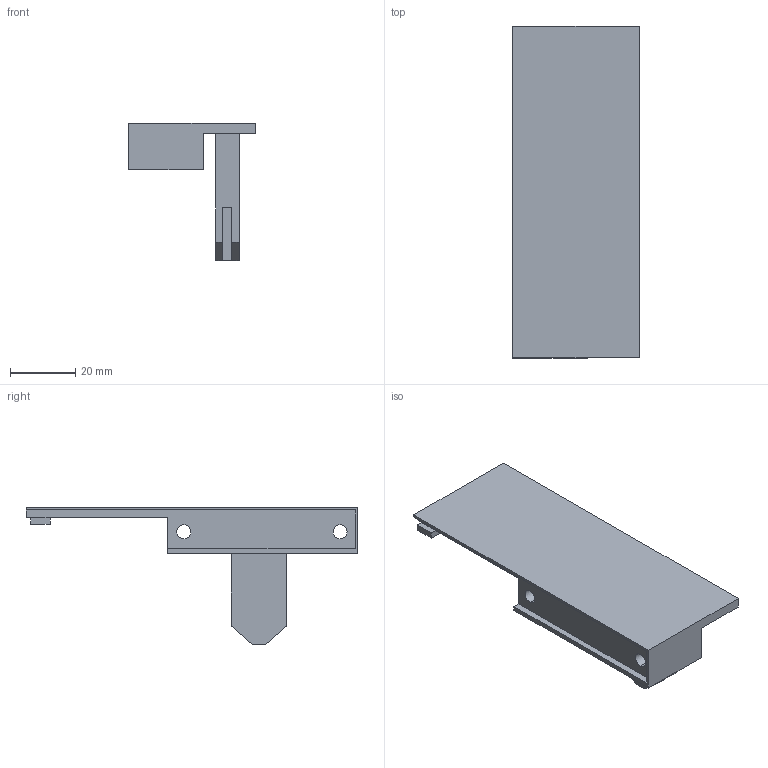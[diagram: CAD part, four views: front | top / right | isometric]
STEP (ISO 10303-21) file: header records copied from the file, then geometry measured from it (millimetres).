
FILE_DESCRIPTION (( 'STEP AP214' ), '1' );
FILE_NAME ('F000623,F000627,F000631-RIGHT_3D.step', '2022-10-10T14:04:13', ( '' ), ( '' ), 'SwSTEP 2.0', 'SolidWorks 2020', '' );
FILE_SCHEMA (( 'AUTOMOTIVE_DESIGN' ));
Length unit declared in the file: millimetre
Products named in the file (1): F000623,F000627,F000631-RIGHT_3D
Bounding box: 39 x 102 x 42.2 mm (x, y, z)
Volume: 27125.6 mm3; surface area: 14382.5 mm2
Topology: 1 solids, 1 shells, 57 faces, 157 edges, 104 vertices
Faces by surface type: plane 53, cylinder 4
Entity records: 1825 total; most frequent: CARTESIAN_POINT 319, ORIENTED_EDGE 314, DIRECTION 281, EDGE_CURVE 157, LINE 149, VECTOR 149, VERTEX_POINT 104, AXIS2_PLACEMENT_3D 66
